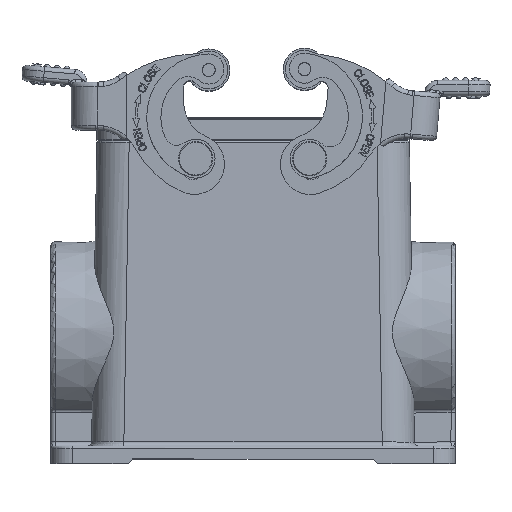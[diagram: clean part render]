
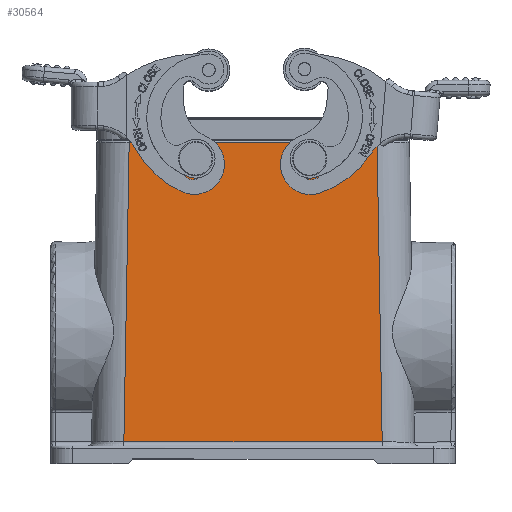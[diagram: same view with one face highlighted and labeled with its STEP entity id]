
A CAD part, top view. The second image highlights one B-rep face of the part: STEP entity #30564.
In plain terms, the highlighted planar face has unit normal (0, 0.018, 1).
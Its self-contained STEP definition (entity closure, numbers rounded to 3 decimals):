
#4098=DIRECTION('',(0.017,-1.,0.017));
#4099=VECTOR('',#4098,69.547);
#4100=CARTESIAN_POINT('',(75.819,51.712,49.758));
#4101=LINE('',#4100,#4099);
#4102=DIRECTION('',(0.018,1.,-0.017));
#4103=VECTOR('',#4102,69.547);
#4104=CARTESIAN_POINT('',(16.964,-17.796,50.971));
#4105=LINE('',#4104,#4103);
#4106=CARTESIAN_POINT('',(60.777,49.388,49.798));
#4107=CARTESIAN_POINT('',(60.727,49.407,49.798));
#4108=CARTESIAN_POINT('',(60.624,49.44,49.798));
#4109=CARTESIAN_POINT('',(60.465,49.471,49.797));
#4110=CARTESIAN_POINT('',(60.358,49.48,49.798));
#4111=CARTESIAN_POINT('',(60.304,49.482,49.798));
#4113=CARTESIAN_POINT('',(60.304,49.482,49.798));
#4114=CARTESIAN_POINT('',(60.227,49.489,49.797));
#4115=CARTESIAN_POINT('',(60.074,49.492,49.796));
#4116=CARTESIAN_POINT('',(59.849,49.461,49.797));
#4117=CARTESIAN_POINT('',(59.703,49.417,49.798));
#4118=CARTESIAN_POINT('',(59.631,49.389,49.798));
#6594=DIRECTION('',(-1.,0.,0.));
#6595=VECTOR('',#6594,57.619);
#6596=CARTESIAN_POINT('',(75.819,51.712,49.758));
#6597=LINE('',#6596,#6595);
#7309=DIRECTION('',(1.,0.,0.));
#7310=VECTOR('',#7309,1.247);
#7311=CARTESIAN_POINT('',(58.384,49.389,49.798));
#7312=LINE('',#7311,#7310);
#7333=DIRECTION('',(1.,0.,0.));
#7334=VECTOR('',#7333,1.169);
#7335=CARTESIAN_POINT('',(60.777,49.388,49.798));
#7336=LINE('',#7335,#7334);
#7402=CARTESIAN_POINT('',(61.946,49.388,49.798));
#7403=CARTESIAN_POINT('',(62.068,49.235,49.801));
#7404=CARTESIAN_POINT('',(62.264,48.912,49.807));
#7405=CARTESIAN_POINT('',(62.426,48.389,49.816));
#7406=CARTESIAN_POINT('',(62.447,48.01,49.822));
#7407=CARTESIAN_POINT('',(62.433,47.815,49.826));
#7419=CARTESIAN_POINT('',(57.902,48.212,49.819));
#7420=CARTESIAN_POINT('',(57.918,48.359,49.816));
#7421=CARTESIAN_POINT('',(57.975,48.641,49.811));
#7422=CARTESIAN_POINT('',(58.135,49.033,49.805));
#7423=CARTESIAN_POINT('',(58.292,49.274,49.8));
#7424=CARTESIAN_POINT('',(58.384,49.389,49.798));
#7426=CARTESIAN_POINT('',(62.433,47.815,49.826));
#7427=CARTESIAN_POINT('',(62.417,47.59,49.83));
#7428=CARTESIAN_POINT('',(62.324,47.166,49.837));
#7429=CARTESIAN_POINT('',(62.003,46.581,49.847));
#7430=CARTESIAN_POINT('',(61.531,46.116,49.856));
#7431=CARTESIAN_POINT('',(60.945,45.804,49.861));
#7432=CARTESIAN_POINT('',(60.295,45.671,49.863));
#7433=CARTESIAN_POINT('',(59.634,45.729,49.862));
#7434=CARTESIAN_POINT('',(59.017,45.973,49.858));
#7435=CARTESIAN_POINT('',(58.494,46.383,49.851));
#7436=CARTESIAN_POINT('',(58.111,46.924,49.841));
#7437=CARTESIAN_POINT('',(57.897,47.556,49.83));
#7438=CARTESIAN_POINT('',(57.879,47.989,49.823));
#7439=CARTESIAN_POINT('',(57.902,48.212,49.819));
#15538=DIRECTION('',(1.,0.,0.));
#15539=VECTOR('',#15538,60.047);
#15540=CARTESIAN_POINT('',(16.964,-17.796,
50.971));
#15541=LINE('',#15540,#15539);
#15551=CARTESIAN_POINT('',(35.988,48.014,49.823));
#15552=CARTESIAN_POINT('',(35.992,47.784,49.827));
#15553=CARTESIAN_POINT('',(35.934,47.344,49.834));
#15554=CARTESIAN_POINT('',(35.66,46.72,49.845));
#15555=CARTESIAN_POINT('',(35.221,46.204,49.854));
#15556=CARTESIAN_POINT('',(34.653,45.834,49.861));
#15557=CARTESIAN_POINT('',(34.003,45.641,49.864));
#15558=CARTESIAN_POINT('',(33.325,45.641,49.864));
#15559=CARTESIAN_POINT('',(32.675,45.835,49.861));
#15560=CARTESIAN_POINT('',(32.107,46.205,49.854));
#15561=CARTESIAN_POINT('',(31.668,46.721,49.845));
#15562=CARTESIAN_POINT('',(31.394,47.345,49.834));
#15563=CARTESIAN_POINT('',(31.337,47.784,49.827));
#15564=CARTESIAN_POINT('',(31.341,48.014,49.823));
#15584=CARTESIAN_POINT('',(31.341,48.014,49.823));
#15585=CARTESIAN_POINT('',(31.345,48.219,49.819));
#15586=CARTESIAN_POINT('',(31.404,48.613,49.812));
#15587=CARTESIAN_POINT('',(31.643,49.173,49.802));
#15588=CARTESIAN_POINT('',(32.018,49.65,49.794));
#15589=CARTESIAN_POINT('',(32.501,50.015,49.788));
#15590=CARTESIAN_POINT('',(33.065,50.245,49.784));
#15591=CARTESIAN_POINT('',(33.459,50.297,49.783));
#15592=CARTESIAN_POINT('',(33.664,50.297,49.783));
#15594=CARTESIAN_POINT('',(33.664,50.297,49.783));
#15595=CARTESIAN_POINT('',(33.869,50.297,49.783));
#15596=CARTESIAN_POINT('',(34.264,50.245,49.784));
#15597=CARTESIAN_POINT('',(34.828,50.015,49.788));
#15598=CARTESIAN_POINT('',(35.311,49.65,49.794));
#15599=CARTESIAN_POINT('',(35.685,49.173,49.802));
#15600=CARTESIAN_POINT('',(35.925,48.613,49.812));
#15601=CARTESIAN_POINT('',(35.984,48.219,49.819));
#15602=CARTESIAN_POINT('',(35.988,48.014,49.823));
#20801=CARTESIAN_POINT('',(16.964,-17.796,
50.971));
#20802=CARTESIAN_POINT('',(18.199,51.73,49.758));
#20803=VERTEX_POINT('',#20801);
#20804=VERTEX_POINT('',#20802);
#20809=CARTESIAN_POINT('',(75.819,51.712,49.758));
#20810=CARTESIAN_POINT('',(77.01,-17.815,
50.971));
#20811=VERTEX_POINT('',#20809);
#20812=VERTEX_POINT('',#20810);
#20813=VERTEX_POINT('',#15551);
#20814=VERTEX_POINT('',#15564);
#20815=VERTEX_POINT('',#15594);
#20816=VERTEX_POINT('',#7426);
#20817=VERTEX_POINT('',#7439);
#20818=VERTEX_POINT('',#7402);
#20819=CARTESIAN_POINT('',(60.777,49.388,49.798));
#20820=VERTEX_POINT('',#20819);
#20821=VERTEX_POINT('',#4111);
#20822=VERTEX_POINT('',#4118);
#20823=CARTESIAN_POINT('',(58.384,49.389,49.798));
#20824=VERTEX_POINT('',#20823);
#30526=CARTESIAN_POINT('',(46.998,16.958,50.365));
#30527=DIRECTION('',(0.,0.017,1.));
#30528=DIRECTION('',(0.,-1.,0.017));
#30529=AXIS2_PLACEMENT_3D('',#30526,#30527,#30528);
#30530=PLANE('',#30529);
#30532=ORIENTED_EDGE('',*,*,#30531,.T.);
#30534=ORIENTED_EDGE('',*,*,#30533,.F.);
#30535=ORIENTED_EDGE('',*,*,#30510,.T.);
#30537=ORIENTED_EDGE('',*,*,#30536,.F.);
#30538=EDGE_LOOP('',(#30532,#30534,#30535,#30537));
#30539=FACE_OUTER_BOUND('',#30538,.F.);
#30541=ORIENTED_EDGE('',*,*,#30540,.F.);
#30543=ORIENTED_EDGE('',*,*,#30542,.F.);
#30545=ORIENTED_EDGE('',*,*,#30544,.F.);
#30546=EDGE_LOOP('',(#30541,#30543,#30545));
#30547=FACE_BOUND('',#30546,.F.);
#30549=ORIENTED_EDGE('',*,*,#30548,.F.);
#30551=ORIENTED_EDGE('',*,*,#30550,.F.);
#30553=ORIENTED_EDGE('',*,*,#30552,.F.);
#30555=ORIENTED_EDGE('',*,*,#30554,.T.);
#30557=ORIENTED_EDGE('',*,*,#30556,.T.);
#30559=ORIENTED_EDGE('',*,*,#30558,.F.);
#30561=ORIENTED_EDGE('',*,*,#30560,.F.);
#30562=EDGE_LOOP('',(#30549,#30551,#30553,#30555,#30557,#30559,#30561));
#30563=FACE_BOUND('',#30562,.F.);
#4112=B_SPLINE_CURVE_WITH_KNOTS('',3,(#4106,#4107,#4108,#4109,#4110,#4111),
.UNSPECIFIED.,.F.,.F.,(4,1,1,4),(0.,0.333,0.667,1.),
.UNSPECIFIED.);
#4119=B_SPLINE_CURVE_WITH_KNOTS('',3,(#4113,#4114,#4115,#4116,#4117,#4118),
.UNSPECIFIED.,.F.,.F.,(4,1,1,4),(0.,0.333,0.667,1.),
.UNSPECIFIED.);
#7408=B_SPLINE_CURVE_WITH_KNOTS('',3,(#7402,#7403,#7404,#7405,#7406,#7407),
.UNSPECIFIED.,.F.,.F.,(4,1,1,4),(0.,0.333,0.667,1.),
.UNSPECIFIED.);
#7425=B_SPLINE_CURVE_WITH_KNOTS('',3,(#7419,#7420,#7421,#7422,#7423,#7424),
.UNSPECIFIED.,.F.,.F.,(4,1,1,4),(0.,0.333,0.667,1.),
.UNSPECIFIED.);
#7440=B_SPLINE_CURVE_WITH_KNOTS('',3,(#7426,#7427,#7428,#7429,#7430,#7431,#7432,
#7433,#7434,#7435,#7436,#7437,#7438,#7439),.UNSPECIFIED.,.F.,.F.,(4,1,1,1,1,1,1,
1,1,1,1,4),(0.,0.091,0.182,0.273,
0.364,0.455,0.545,0.636,
0.727,0.818,0.909,1.),.UNSPECIFIED.);
#15565=B_SPLINE_CURVE_WITH_KNOTS('',3,(#15551,#15552,#15553,#15554,#15555,
#15556,#15557,#15558,#15559,#15560,#15561,#15562,#15563,#15564),.UNSPECIFIED.,
.F.,.F.,(4,1,1,1,1,1,1,1,1,1,1,4),(0.,0.091,0.182,
0.273,0.364,0.455,0.545,
0.636,0.727,0.818,0.909,1.),
.UNSPECIFIED.);
#15593=B_SPLINE_CURVE_WITH_KNOTS('',3,(#15584,#15585,#15586,#15587,#15588,
#15589,#15590,#15591,#15592),.UNSPECIFIED.,.F.,.F.,(4,1,1,1,1,1,4),(0.,
0.167,0.333,0.5,0.667,0.833,
1.),.UNSPECIFIED.);
#15603=B_SPLINE_CURVE_WITH_KNOTS('',3,(#15594,#15595,#15596,#15597,#15598,
#15599,#15600,#15601,#15602),.UNSPECIFIED.,.F.,.F.,(4,1,1,1,1,1,4),(0.,
0.167,0.333,0.5,0.667,0.833,
1.),.UNSPECIFIED.);
#30510=EDGE_CURVE('',#20803,#20804,#4105,.T.);
#30531=EDGE_CURVE('',#20811,#20812,#4101,.T.);
#30533=EDGE_CURVE('',#20803,#20812,#15541,.T.);
#30536=EDGE_CURVE('',#20811,#20804,#6597,.T.);
#30540=EDGE_CURVE('',#20813,#20814,#15565,.T.);
#30542=EDGE_CURVE('',#20815,#20813,#15603,.T.);
#30544=EDGE_CURVE('',#20814,#20815,#15593,.T.);
#30548=EDGE_CURVE('',#20816,#20817,#7440,.T.);
#30550=EDGE_CURVE('',#20818,#20816,#7408,.T.);
#30552=EDGE_CURVE('',#20820,#20818,#7336,.T.);
#30554=EDGE_CURVE('',#20820,#20821,#4112,.T.);
#30556=EDGE_CURVE('',#20821,#20822,#4119,.T.);
#30558=EDGE_CURVE('',#20824,#20822,#7312,.T.);
#30560=EDGE_CURVE('',#20817,#20824,#7425,.T.);
#30564=ADVANCED_FACE('',(#30539,#30547,#30563),#30530,.T.);
